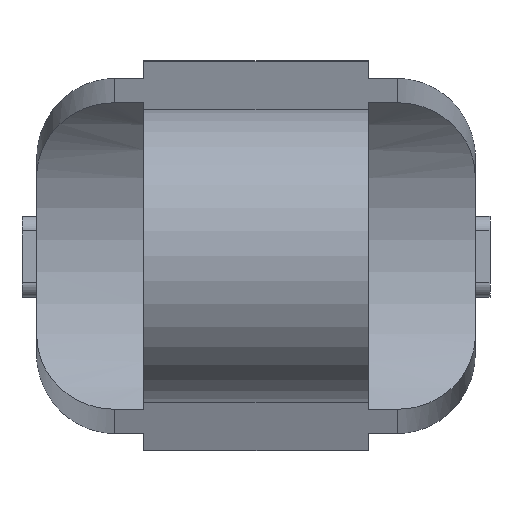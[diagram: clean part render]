
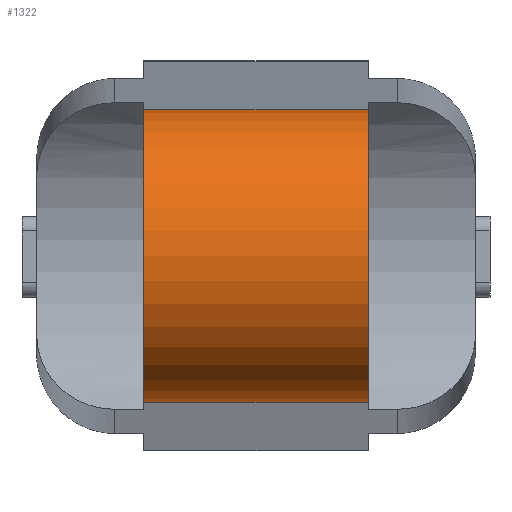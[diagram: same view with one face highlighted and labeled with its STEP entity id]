
A CAD part, left-side view. The second image highlights one B-rep face of the part: STEP entity #1322.
In plain terms, the highlighted cylindrical face has radius 15 mm (diameter 30 mm), a partial arc.
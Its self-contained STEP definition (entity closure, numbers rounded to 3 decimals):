
#17 = CARTESIAN_POINT ( 'NONE',  ( -90., 22.5, 0. ) ) ;
#43 = EDGE_CURVE ( 'NONE', #1076, #638, #505, .T. ) ;
#109 = CARTESIAN_POINT ( 'NONE',  ( -90.833, 22.5, -14.977 ) ) ;
#112 = DIRECTION ( 'NONE',  ( 0., 0., 1. ) ) ;
#249 = ORIENTED_EDGE ( 'NONE', *, *, #43, .T. ) ;
#397 = LINE ( 'NONE', #1161, #626 ) ;
#505 = LINE ( 'NONE', #109, #2091 ) ;
#517 = VERTEX_POINT ( 'NONE', #930 ) ;
#610 = ORIENTED_EDGE ( 'NONE', *, *, #1235, .F. ) ;
#618 = DIRECTION ( 'NONE',  ( 0., -1., 0. ) ) ;
#626 = VECTOR ( 'NONE', #2004, 1000. ) ;
#638 = VERTEX_POINT ( 'NONE', #2108 ) ;
#822 = DIRECTION ( 'NONE',  ( 0., 0., -1. ) ) ;
#874 = CARTESIAN_POINT ( 'NONE',  ( -90.833, 11.5, 14.977 ) ) ;
#905 = VERTEX_POINT ( 'NONE', #874 ) ;
#930 = CARTESIAN_POINT ( 'NONE',  ( -90.833, -11.5, 14.977 ) ) ;
#979 = CIRCLE ( 'NONE', #1924, 15. ) ;
#1076 = VERTEX_POINT ( 'NONE', #1901 ) ;
#1161 = CARTESIAN_POINT ( 'NONE',  ( -90.833, 22.5, 14.977 ) ) ;
#1178 = DIRECTION ( 'NONE',  ( 0., -1., 0. ) ) ;
#1220 = ORIENTED_EDGE ( 'NONE', *, *, #1527, .F. ) ;
#1235 = EDGE_CURVE ( 'NONE', #905, #517, #397, .T. ) ;
#1279 = DIRECTION ( 'NONE',  ( 0., 1., 0. ) ) ;
#1289 = CARTESIAN_POINT ( 'NONE',  ( -90., 11.5, 0. ) ) ;
#1290 = CARTESIAN_POINT ( 'NONE',  ( -90., -11.5, 0. ) ) ;
#1322 = ADVANCED_FACE ( 'NONE', ( #1932 ), #1563, .T. ) ;
#1527 = EDGE_CURVE ( 'NONE', #517, #638, #2145, .T. ) ;
#1563 = CYLINDRICAL_SURFACE ( 'NONE', #1668, 15. ) ;
#1612 = EDGE_LOOP ( 'NONE', ( #1220, #610, #1930, #249 ) ) ;
#1668 = AXIS2_PLACEMENT_3D ( 'NONE', #17, #1178, #822 ) ;
#1901 = CARTESIAN_POINT ( 'NONE',  ( -90.833, 11.5, -14.977 ) ) ;
#1924 = AXIS2_PLACEMENT_3D ( 'NONE', #1289, #1279, #112 ) ;
#1930 = ORIENTED_EDGE ( 'NONE', *, *, #2054, .F. ) ;
#1932 = FACE_OUTER_BOUND ( 'NONE', #1612, .T. ) ;
#1934 = AXIS2_PLACEMENT_3D ( 'NONE', #1290, #618, #2107 ) ;
#2004 = DIRECTION ( 'NONE',  ( 0., -1., 0. ) ) ;
#2054 = EDGE_CURVE ( 'NONE', #1076, #905, #979, .T. ) ;
#2091 = VECTOR ( 'NONE', #2137, 1000. ) ;
#2107 = DIRECTION ( 'NONE',  ( 0., 0., -1. ) ) ;
#2108 = CARTESIAN_POINT ( 'NONE',  ( -90.833, -11.5, -14.977 ) ) ;
#2137 = DIRECTION ( 'NONE',  ( 0., -1., 0. ) ) ;
#2145 = CIRCLE ( 'NONE', #1934, 15. ) ;
